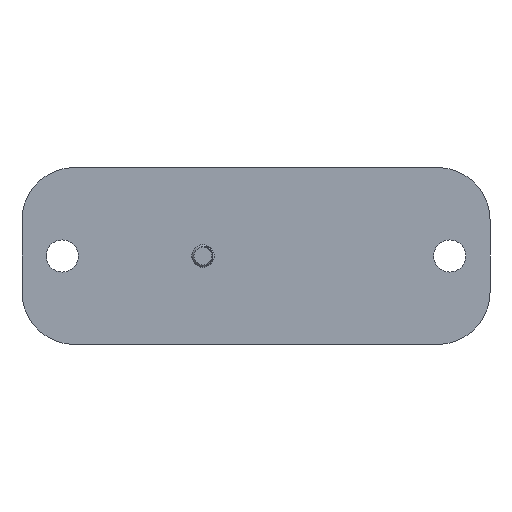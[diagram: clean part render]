
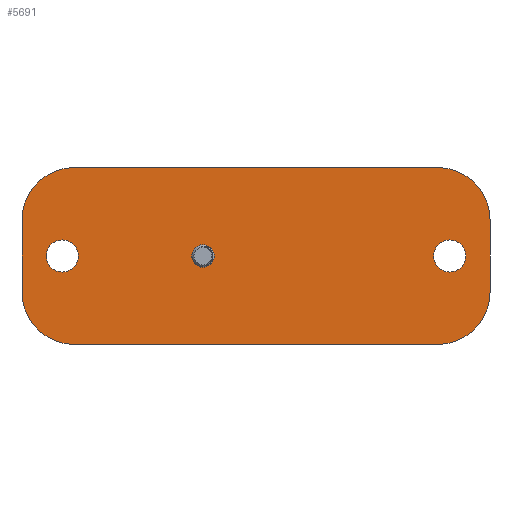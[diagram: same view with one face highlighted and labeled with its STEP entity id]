
A CAD part, front view. The second image highlights one B-rep face of the part: STEP entity #5691.
In plain terms, the highlighted planar face has unit normal (0, -1, 0).
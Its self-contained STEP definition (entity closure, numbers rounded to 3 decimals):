
#503=FACE_BOUND('',#1214,.T.);
#504=FACE_BOUND('',#1215,.T.);
#505=FACE_BOUND('',#1216,.T.);
#565=PLANE('',#6252);
#873=FACE_OUTER_BOUND('',#1213,.T.);
#1213=EDGE_LOOP('',(#5013,#5014,#5015,#5016,#5017,#5018,#5019,#5020));
#1214=EDGE_LOOP('',(#5021));
#1215=EDGE_LOOP('',(#5022));
#1216=EDGE_LOOP('',(#5023));
#1548=LINE('',#19759,#1888);
#1549=LINE('',#19763,#1889);
#1550=LINE('',#19767,#1890);
#1551=LINE('',#19770,#1891);
#1888=VECTOR('',#7504,10.);
#1889=VECTOR('',#7507,10.);
#1890=VECTOR('',#7510,10.);
#1891=VECTOR('',#7513,10.);
#2113=CIRCLE('',#6245,2.);
#2115=CIRCLE('',#6248,2.);
#2117=CIRCLE('',#6251,6.5);
#2118=CIRCLE('',#6253,6.5);
#2119=CIRCLE('',#6254,6.5);
#2120=CIRCLE('',#6255,6.5);
#2121=CIRCLE('',#6256,1.4);
#2661=VERTEX_POINT('',#19739);
#2663=VERTEX_POINT('',#19745);
#2666=VERTEX_POINT('',#19752);
#2667=VERTEX_POINT('',#19754);
#2668=VERTEX_POINT('',#19758);
#2669=VERTEX_POINT('',#19760);
#2670=VERTEX_POINT('',#19762);
#2671=VERTEX_POINT('',#19764);
#2672=VERTEX_POINT('',#19766);
#2673=VERTEX_POINT('',#19768);
#2674=VERTEX_POINT('',#19771);
#3464=EDGE_CURVE('',#2661,#2661,#2113,.T.);
#3467=EDGE_CURVE('',#2663,#2663,#2115,.T.);
#3470=EDGE_CURVE('',#2666,#2667,#2117,.T.);
#3472=EDGE_CURVE('',#2668,#2666,#1548,.T.);
#3473=EDGE_CURVE('',#2669,#2668,#2118,.T.);
#3474=EDGE_CURVE('',#2669,#2670,#1549,.T.);
#3475=EDGE_CURVE('',#2671,#2670,#2119,.T.);
#3476=EDGE_CURVE('',#2672,#2671,#1550,.T.);
#3477=EDGE_CURVE('',#2673,#2672,#2120,.T.);
#3478=EDGE_CURVE('',#2667,#2673,#1551,.T.);
#3479=EDGE_CURVE('',#2674,#2674,#2121,.T.);
#5013=ORIENTED_EDGE('',*,*,#3470,.F.);
#5014=ORIENTED_EDGE('',*,*,#3472,.F.);
#5015=ORIENTED_EDGE('',*,*,#3473,.F.);
#5016=ORIENTED_EDGE('',*,*,#3474,.T.);
#5017=ORIENTED_EDGE('',*,*,#3475,.F.);
#5018=ORIENTED_EDGE('',*,*,#3476,.F.);
#5019=ORIENTED_EDGE('',*,*,#3477,.F.);
#5020=ORIENTED_EDGE('',*,*,#3478,.F.);
#5021=ORIENTED_EDGE('',*,*,#3464,.T.);
#5022=ORIENTED_EDGE('',*,*,#3467,.T.);
#5023=ORIENTED_EDGE('',*,*,#3479,.T.);
#5691=ADVANCED_FACE('',(#873,#503,#504,#505),#565,.T.);
#6245=AXIS2_PLACEMENT_3D('',#19741,#7485,#7486);
#6248=AXIS2_PLACEMENT_3D('',#19747,#7492,#7493);
#6251=AXIS2_PLACEMENT_3D('',#19755,#7499,#7500);
#6252=AXIS2_PLACEMENT_3D('',#19757,#7502,#7503);
#6253=AXIS2_PLACEMENT_3D('',#19761,#7505,#7506);
#6254=AXIS2_PLACEMENT_3D('',#19765,#7508,#7509);
#6255=AXIS2_PLACEMENT_3D('',#19769,#7511,#7512);
#6256=AXIS2_PLACEMENT_3D('',#19772,#7514,#7515);
#7485=DIRECTION('center_axis',(0.,1.,0.));
#7486=DIRECTION('ref_axis',(-1.,0.,0.));
#7492=DIRECTION('center_axis',(0.,1.,0.));
#7493=DIRECTION('ref_axis',(-1.,0.,0.));
#7499=DIRECTION('center_axis',(0.,1.,0.));
#7500=DIRECTION('ref_axis',(-0.707,0.,-0.707));
#7502=DIRECTION('center_axis',(0.,-1.,0.));
#7503=DIRECTION('ref_axis',(1.,0.,0.));
#7504=DIRECTION('',(-1.,0.,0.));
#7505=DIRECTION('center_axis',(0.,1.,0.));
#7506=DIRECTION('ref_axis',(0.707,0.,-0.707));
#7507=DIRECTION('',(0.,0.,1.));
#7508=DIRECTION('center_axis',(0.,1.,0.));
#7509=DIRECTION('ref_axis',(0.707,0.,0.707));
#7510=DIRECTION('',(1.,0.,0.));
#7511=DIRECTION('center_axis',(0.,1.,0.));
#7512=DIRECTION('ref_axis',(-0.707,0.,0.707));
#7513=DIRECTION('',(0.,0.,1.));
#7514=DIRECTION('center_axis',(0.,1.,0.));
#7515=DIRECTION('ref_axis',(-1.,0.,0.));
#19739=CARTESIAN_POINT('',(7.,0.,0.));
#19741=CARTESIAN_POINT('Origin',(5.,0.,0.));
#19745=CARTESIAN_POINT('',(55.2,0.,0.));
#19747=CARTESIAN_POINT('Origin',(53.2,0.,0.));
#19752=CARTESIAN_POINT('',(6.5,0.,-11.));
#19754=CARTESIAN_POINT('',(0.,0.,-4.5));
#19755=CARTESIAN_POINT('Origin',(6.5,0.,-4.5));
#19757=CARTESIAN_POINT('Origin',(0.,0.,0.));
#19758=CARTESIAN_POINT('',(51.7,0.,-11.));
#19759=CARTESIAN_POINT('',(0.,0.,-11.));
#19760=CARTESIAN_POINT('',(58.2,0.,-4.5));
#19761=CARTESIAN_POINT('Origin',(51.7,0.,-4.5));
#19762=CARTESIAN_POINT('',(58.2,0.,4.5));
#19763=CARTESIAN_POINT('',(58.2,0.,0.));
#19764=CARTESIAN_POINT('',(51.7,0.,11.));
#19765=CARTESIAN_POINT('Origin',(51.7,0.,4.5));
#19766=CARTESIAN_POINT('',(6.5,0.,11.));
#19767=CARTESIAN_POINT('',(0.,0.,11.));
#19768=CARTESIAN_POINT('',(0.,0.,4.5));
#19769=CARTESIAN_POINT('Origin',(6.5,0.,4.5));
#19770=CARTESIAN_POINT('',(0.,0.,0.));
#19771=CARTESIAN_POINT('',(23.9,0.,0.));
#19772=CARTESIAN_POINT('Origin',(22.5,0.,0.));
